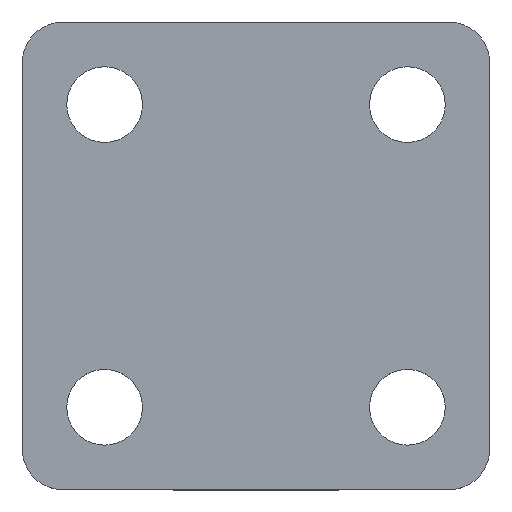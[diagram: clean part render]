
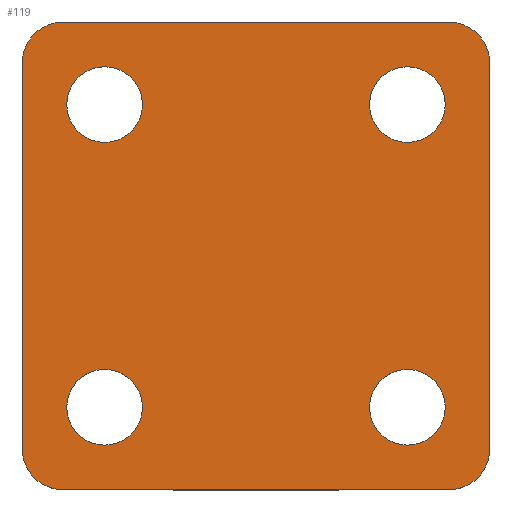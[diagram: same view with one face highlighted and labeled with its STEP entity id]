
A CAD part, top view. The second image highlights one B-rep face of the part: STEP entity #119.
In plain terms, the highlighted planar face has unit normal (0, 0, 1).
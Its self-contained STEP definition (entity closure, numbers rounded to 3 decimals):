
#119=ADVANCED_FACE('',(#215,#216,#217,#218,#219),#220,.T.);
#215=FACE_BOUND('',#315,.T.);
#216=FACE_BOUND('',#316,.T.);
#217=FACE_BOUND('',#317,.T.);
#218=FACE_BOUND('',#318,.T.);
#219=FACE_OUTER_BOUND('',#319,.T.);
#220=PLANE('',#320);
#315=EDGE_LOOP('',(#695,#696));
#316=EDGE_LOOP('',(#697,#698));
#317=EDGE_LOOP('',(#699,#700));
#318=EDGE_LOOP('',(#701,#702));
#319=EDGE_LOOP('',(#703,#704,#705,#706,#707,#708,#709,#710));
#320=AXIS2_PLACEMENT_3D('',#711,#712,#713);
#695=ORIENTED_EDGE('',*,*,#737,.T.);
#696=ORIENTED_EDGE('',*,*,#750,.T.);
#697=ORIENTED_EDGE('',*,*,#733,.T.);
#698=ORIENTED_EDGE('',*,*,#782,.T.);
#699=ORIENTED_EDGE('',*,*,#729,.T.);
#700=ORIENTED_EDGE('',*,*,#806,.T.);
#701=ORIENTED_EDGE('',*,*,#725,.T.);
#702=ORIENTED_EDGE('',*,*,#827,.T.);
#703=ORIENTED_EDGE('',*,*,#770,.F.);
#704=ORIENTED_EDGE('',*,*,#838,.F.);
#705=ORIENTED_EDGE('',*,*,#842,.F.);
#706=ORIENTED_EDGE('',*,*,#815,.F.);
#707=ORIENTED_EDGE('',*,*,#791,.F.);
#708=ORIENTED_EDGE('',*,*,#796,.F.);
#709=ORIENTED_EDGE('',*,*,#759,.F.);
#710=ORIENTED_EDGE('',*,*,#765,.F.);
#711=CARTESIAN_POINT('',(0.,0.,6.0));
#712=DIRECTION('',(0.0,0.0,1.0));
#713=DIRECTION('',(1.0,0.0,0.0));
#725=EDGE_CURVE('',#866,#863,#867,.T.);
#729=EDGE_CURVE('',#874,#871,#875,.T.);
#733=EDGE_CURVE('',#882,#879,#883,.T.);
#737=EDGE_CURVE('',#890,#887,#891,.T.);
#750=EDGE_CURVE('',#887,#890,#913,.T.);
#759=EDGE_CURVE('',#925,#927,#928,.T.);
#765=EDGE_CURVE('',#936,#925,#938,.T.);
#770=EDGE_CURVE('',#945,#936,#947,.T.);
#782=EDGE_CURVE('',#879,#882,#966,.T.);
#791=EDGE_CURVE('',#978,#980,#981,.T.);
#796=EDGE_CURVE('',#927,#978,#989,.T.);
#806=EDGE_CURVE('',#871,#874,#1004,.T.);
#815=EDGE_CURVE('',#980,#1019,#1020,.T.);
#827=EDGE_CURVE('',#863,#866,#1036,.T.);
#838=EDGE_CURVE('',#1051,#945,#1053,.T.);
#842=EDGE_CURVE('',#1019,#1051,#1057,.T.);
#863=VERTEX_POINT('',#1104);
#866=VERTEX_POINT('',#1108);
#867=CIRCLE('',#1109,2.75);
#871=VERTEX_POINT('',#1114);
#874=VERTEX_POINT('',#1118);
#875=CIRCLE('',#1119,2.75);
#879=VERTEX_POINT('',#1124);
#882=VERTEX_POINT('',#1128);
#883=CIRCLE('',#1129,2.75);
#887=VERTEX_POINT('',#1134);
#890=VERTEX_POINT('',#1138);
#891=CIRCLE('',#1139,2.75);
#913=CIRCLE('',#1169,2.75);
#925=VERTEX_POINT('',#1185);
#927=VERTEX_POINT('',#1188);
#928=LINE('',#1189,#1190);
#936=VERTEX_POINT('',#1202);
#938=CIRCLE('',#1205,3.0);
#945=VERTEX_POINT('',#1215);
#947=LINE('',#1218,#1219);
#966=CIRCLE('',#1245,2.75);
#978=VERTEX_POINT('',#1261);
#980=VERTEX_POINT('',#1264);
#981=LINE('',#1265,#1266);
#989=CIRCLE('',#1278,3.0);
#1004=CIRCLE('',#1299,2.75);
#1019=VERTEX_POINT('',#1329);
#1020=CIRCLE('',#1330,3.0);
#1036=CIRCLE('',#1352,2.75);
#1051=VERTEX_POINT('',#1384);
#1053=CIRCLE('',#1387,3.0);
#1057=LINE('',#1392,#1393);
#1104=CARTESIAN_POINT('',(-8.25,-11.0,6.0));
#1108=CARTESIAN_POINT('',(-13.75,-11.0,6.0));
#1109=AXIS2_PLACEMENT_3D('',#1411,#1412,#1413);
#1114=CARTESIAN_POINT('',(11.0,-8.25,6.0));
#1118=CARTESIAN_POINT('',(11.0,-13.75,6.0));
#1119=AXIS2_PLACEMENT_3D('',#1419,#1420,#1421);
#1124=CARTESIAN_POINT('',(8.25,11.0,6.0));
#1128=CARTESIAN_POINT('',(13.75,11.0,6.0));
#1129=AXIS2_PLACEMENT_3D('',#1427,#1428,#1429);
#1134=CARTESIAN_POINT('',(-11.0,8.25,6.0));
#1138=CARTESIAN_POINT('',(-11.0,13.75,6.0));
#1139=AXIS2_PLACEMENT_3D('',#1435,#1436,#1437);
#1169=AXIS2_PLACEMENT_3D('',#1458,#1459,#1460);
#1185=CARTESIAN_POINT('',(-14.0,17.0,6.0));
#1188=CARTESIAN_POINT('',(14.0,17.0,6.0));
#1189=CARTESIAN_POINT('',(14.0,17.0,6.0));
#1190=VECTOR('',#1475,1.0);
#1202=CARTESIAN_POINT('',(-17.0,14.0,6.0));
#1205=AXIS2_PLACEMENT_3D('',#1481,#1482,#1483);
#1215=CARTESIAN_POINT('',(-17.0,-14.0,6.0));
#1218=CARTESIAN_POINT('',(-17.0,14.0,6.0));
#1219=VECTOR('',#1488,1.0);
#1245=AXIS2_PLACEMENT_3D('',#1508,#1509,#1510);
#1261=CARTESIAN_POINT('',(17.0,14.0,6.0));
#1264=CARTESIAN_POINT('',(17.0,-14.0,6.0));
#1265=CARTESIAN_POINT('',(17.0,-14.0,6.0));
#1266=VECTOR('',#1525,1.0);
#1278=AXIS2_PLACEMENT_3D('',#1530,#1531,#1532);
#1299=AXIS2_PLACEMENT_3D('',#1548,#1549,#1550);
#1329=CARTESIAN_POINT('',(14.0,-17.0,6.0));
#1330=AXIS2_PLACEMENT_3D('',#1564,#1565,#1566);
#1352=AXIS2_PLACEMENT_3D('',#1588,#1589,#1590);
#1384=CARTESIAN_POINT('',(-14.0,-17.0,6.0));
#1387=AXIS2_PLACEMENT_3D('',#1604,#1605,#1606);
#1392=CARTESIAN_POINT('',(-14.0,-17.0,6.0));
#1393=VECTOR('',#1614,1.0);
#1411=CARTESIAN_POINT('',(-11.0,-11.0,6.0));
#1412=DIRECTION('',(0.0,0.0,-1.0));
#1413=DIRECTION('',(1.0,0.0,0.0));
#1419=CARTESIAN_POINT('',(11.0,-11.0,6.0));
#1420=DIRECTION('',(0.0,0.0,-1.0));
#1421=DIRECTION('',(0.,1.0,0.0));
#1427=CARTESIAN_POINT('',(11.0,11.0,6.0));
#1428=DIRECTION('',(-0.0,0.0,-1.0));
#1429=DIRECTION('',(-1.0,0.,0.0));
#1435=CARTESIAN_POINT('',(-11.0,11.0,6.0));
#1436=DIRECTION('',(-0.0,0.0,-1.0));
#1437=DIRECTION('',(0.,-1.0,0.0));
#1458=CARTESIAN_POINT('',(-11.0,11.0,6.0));
#1459=DIRECTION('',(-0.0,0.0,-1.0));
#1460=DIRECTION('',(0.,-1.0,0.0));
#1475=DIRECTION('',(1.0,0.0,0.0));
#1481=CARTESIAN_POINT('',(-14.0,14.0,6.0));
#1482=DIRECTION('',(0.0,0.0,-1.0));
#1483=DIRECTION('',(1.0,0.0,0.0));
#1488=DIRECTION('',(0.0,1.0,0.0));
#1508=CARTESIAN_POINT('',(11.0,11.0,6.0));
#1509=DIRECTION('',(-0.0,0.0,-1.0));
#1510=DIRECTION('',(-1.0,0.,0.0));
#1525=DIRECTION('',(-0.0,-1.0,-0.0));
#1530=CARTESIAN_POINT('',(14.0,14.0,6.0));
#1531=DIRECTION('',(0.0,0.0,-1.0));
#1532=DIRECTION('',(1.0,0.0,0.0));
#1548=CARTESIAN_POINT('',(11.0,-11.0,6.0));
#1549=DIRECTION('',(0.0,0.0,-1.0));
#1550=DIRECTION('',(0.,1.0,0.0));
#1564=CARTESIAN_POINT('',(14.0,-14.0,6.0));
#1565=DIRECTION('',(0.0,0.0,-1.0));
#1566=DIRECTION('',(1.0,0.0,0.0));
#1588=CARTESIAN_POINT('',(-11.0,-11.0,6.0));
#1589=DIRECTION('',(0.0,0.0,-1.0));
#1590=DIRECTION('',(1.0,0.0,0.0));
#1604=CARTESIAN_POINT('',(-14.0,-14.0,6.0));
#1605=DIRECTION('',(0.0,0.0,-1.0));
#1606=DIRECTION('',(1.0,0.0,0.0));
#1614=DIRECTION('',(-1.0,-0.0,-0.0));
